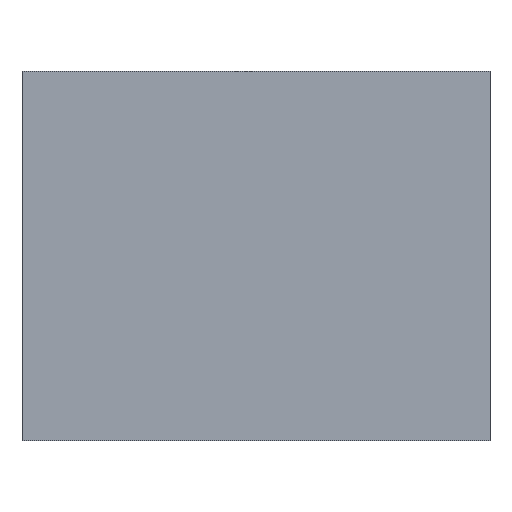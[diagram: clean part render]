
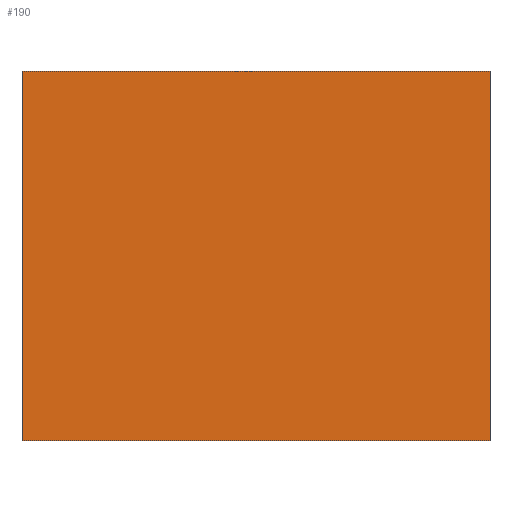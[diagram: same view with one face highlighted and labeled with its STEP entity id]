
A CAD part, front view. The second image highlights one B-rep face of the part: STEP entity #190.
In plain terms, the highlighted planar face has unit normal (0, -1, 0).
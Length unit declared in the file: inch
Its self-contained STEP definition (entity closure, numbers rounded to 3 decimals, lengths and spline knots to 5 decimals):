
#5 = PLANE ( 'NONE',  #164 ) ;
#6 = DIRECTION ( 'NONE',  ( 0., 0., -1. ) ) ;
#19 = VECTOR ( 'NONE', #66, 39.37008 ) ;
#25 = VERTEX_POINT ( 'NONE', #155 ) ;
#26 = VERTEX_POINT ( 'NONE', #55 ) ;
#31 = LINE ( 'NONE', #168, #178 ) ;
#33 = LINE ( 'NONE', #34, #157 ) ;
#34 = CARTESIAN_POINT ( 'NONE',  ( -15.1875, -0.23438, 12. ) ) ;
#39 = VERTEX_POINT ( 'NONE', #181 ) ;
#50 = DIRECTION ( 'NONE',  ( -1., 0., 0. ) ) ;
#51 = EDGE_CURVE ( 'NONE', #25, #96, #182, .T. ) ;
#55 = CARTESIAN_POINT ( 'NONE',  ( -15.1875, -0.23438, -12. ) ) ;
#64 = ORIENTED_EDGE ( 'NONE', *, *, #51, .F. ) ;
#66 = DIRECTION ( 'NONE',  ( 0., 0., -1. ) ) ;
#70 = CARTESIAN_POINT ( 'NONE',  ( 15.1875, -0.23438, 12. ) ) ;
#75 = DIRECTION ( 'NONE',  ( 0., -1., 0. ) ) ;
#96 = VERTEX_POINT ( 'NONE', #100 ) ;
#100 = CARTESIAN_POINT ( 'NONE',  ( 15.1875, -0.23438, -12. ) ) ;
#106 = FACE_OUTER_BOUND ( 'NONE', #192, .T. ) ;
#107 = ORIENTED_EDGE ( 'NONE', *, *, #162, .F. ) ;
#118 = DIRECTION ( 'NONE',  ( 0., 0., 1. ) ) ;
#135 = DIRECTION ( 'NONE',  ( 1., 0., 0. ) ) ;
#148 = LINE ( 'NONE', #186, #149 ) ;
#149 = VECTOR ( 'NONE', #118, 39.37008 ) ;
#150 = CARTESIAN_POINT ( 'NONE',  ( 0., -0.23438, 0. ) ) ;
#155 = CARTESIAN_POINT ( 'NONE',  ( 15.1875, -0.23438, 12. ) ) ;
#157 = VECTOR ( 'NONE', #135, 39.37008 ) ;
#160 = ORIENTED_EDGE ( 'NONE', *, *, #176, .F. ) ;
#162 = EDGE_CURVE ( 'NONE', #26, #39, #148, .T. ) ;
#164 = AXIS2_PLACEMENT_3D ( 'NONE', #150, #75, #6 ) ;
#168 = CARTESIAN_POINT ( 'NONE',  ( -15.1875, -0.23438, -12. ) ) ;
#169 = EDGE_CURVE ( 'NONE', #96, #26, #31, .T. ) ;
#176 = EDGE_CURVE ( 'NONE', #39, #25, #33, .T. ) ;
#178 = VECTOR ( 'NONE', #50, 39.37008 ) ;
#181 = CARTESIAN_POINT ( 'NONE',  ( -15.1875, -0.23438, 12. ) ) ;
#182 = LINE ( 'NONE', #70, #19 ) ;
#186 = CARTESIAN_POINT ( 'NONE',  ( -15.1875, -0.23438, 12. ) ) ;
#190 = ADVANCED_FACE ( 'NONE', ( #106 ), #5, .T. ) ;
#191 = ORIENTED_EDGE ( 'NONE', *, *, #169, .F. ) ;
#192 = EDGE_LOOP ( 'NONE', ( #64, #160, #107, #191 ) ) ;
